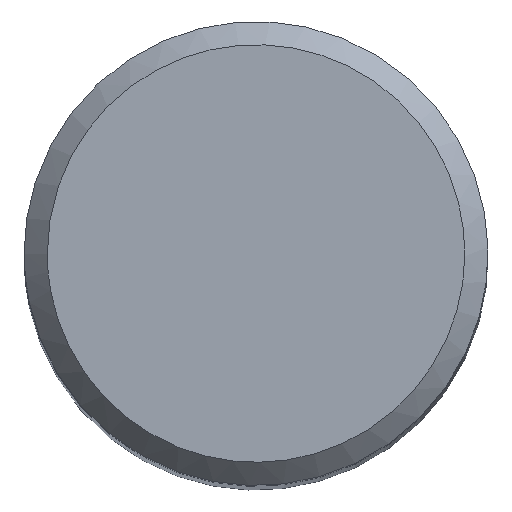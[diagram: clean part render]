
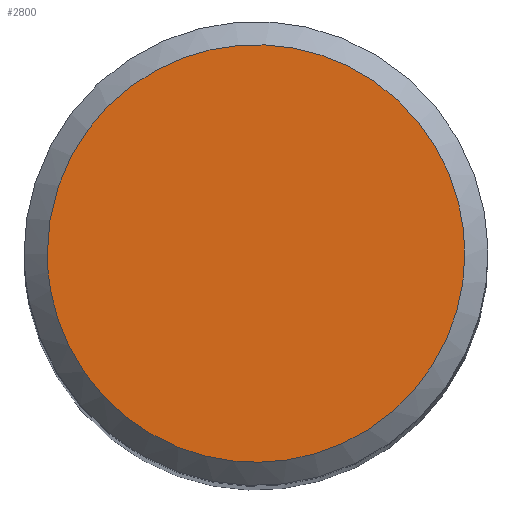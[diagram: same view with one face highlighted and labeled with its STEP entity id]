
A CAD part, top view. The second image highlights one B-rep face of the part: STEP entity #2800.
In plain terms, the highlighted free-form (B-spline) face has degree [1, 1] with [2, 2] control points.
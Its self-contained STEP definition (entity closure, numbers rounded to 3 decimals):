
#2290 = CARTESIAN_POINT ('', (-4.355, 0., 0.));
#2300 = VERTEX_POINT ('', #2290);
#2360 = CARTESIAN_POINT ('', (-4.355, 0., 0.));
#2370 = CARTESIAN_POINT ('', (-4.355, 4.355, 0.));
#2380 = CARTESIAN_POINT ('', (0., 4.355, 0.));
#2390 = CARTESIAN_POINT ('', (4.355, 4.355, 0.));
#2400 = CARTESIAN_POINT ('', (4.355, 0., 0.));
#2410 = CARTESIAN_POINT ('', (4.355, -4.355, 0.));
#2420 = CARTESIAN_POINT ('', (0., -4.355, 0.));
#2430 = CARTESIAN_POINT ('', (-4.355, -4.355, 0.));
#2440 = CARTESIAN_POINT ('', (-4.355, 0., 0.));
#2450 = (
   BOUNDED_CURVE ()
   B_SPLINE_CURVE (2, (#2360, #2370, #2380, #2390, #2400, #2410, #2420, #2430, #2440), .UNSPECIFIED., .T., .U.)
   B_SPLINE_CURVE_WITH_KNOTS ((3, 2, 2, 2, 3), (0., 0.25, 0.5, 0.75, 1.), .UNSPECIFIED.)
   CURVE ()
   GEOMETRIC_REPRESENTATION_ITEM ()
   RATIONAL_B_SPLINE_CURVE ((1., 0.707, 1., 0.707, 1., 0.707, 1., 0.707, 1.))
   REPRESENTATION_ITEM ('')
);
#2460 = EDGE_CURVE ('', #2300, #2300, #2450, .T.);
#2720 = ORIENTED_EDGE ('', *, *, #2460, .F.);
#2730 = EDGE_LOOP ('', (#2720));
#2740 = FACE_OUTER_BOUND ('', #2730, .T.);
#2750 = CARTESIAN_POINT ('', (4.355, -4.355, 0.));
#2760 = CARTESIAN_POINT ('', (-4.355, -4.355, 0.));
#2770 = CARTESIAN_POINT ('', (4.355, 4.355, 0.));
#2780 = CARTESIAN_POINT ('', (-4.355, 4.355, 0.));
#2790 = B_SPLINE_SURFACE_WITH_KNOTS ('', 1, 1, ((#2750, #2760), (#2770, #2780)), .UNSPECIFIED., .F., .F., .U., (2, 2), (2, 2), (0.045, 0.955), (0.045, 0.955), .UNSPECIFIED.);
#2800 = ADVANCED_FACE ('', (#2740), #2790, .T.);
